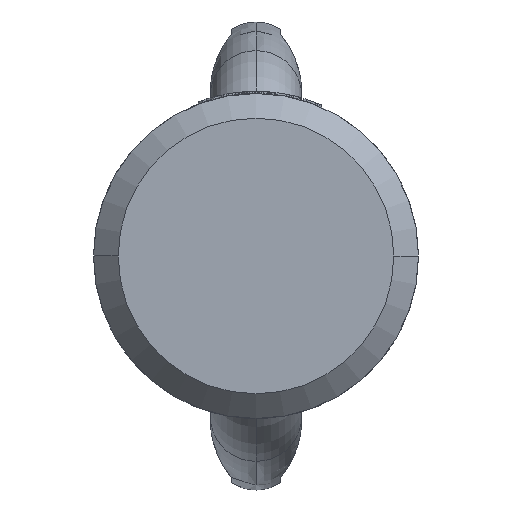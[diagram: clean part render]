
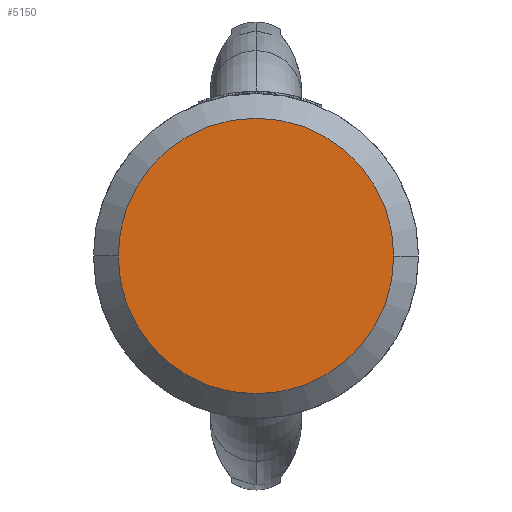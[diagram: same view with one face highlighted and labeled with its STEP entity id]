
A CAD part, front view. The second image highlights one B-rep face of the part: STEP entity #5150.
In plain terms, the highlighted planar face has unit normal (0, -1, 0).
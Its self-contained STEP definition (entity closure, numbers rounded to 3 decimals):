
#6=CARTESIAN_POINT('',(0.,0.,0.));
#7=DIRECTION('',(0.,-1.,0.));
#8=DIRECTION('',(1.,0.,0.));
#9=AXIS2_PLACEMENT_3D('',#6,#7,#8);
#3846=CARTESIAN_POINT('',(0.,0.,0.));
#3847=DIRECTION('',(0.,1.,0.));
#3848=DIRECTION('',(1.,0.,0.));
#3849=AXIS2_PLACEMENT_3D('',#3846,#3847,#3848);
#5135=CARTESIAN_POINT('',(16.75,0.,0.));
#5136=CARTESIAN_POINT('',(-16.75,0.,0.));
#5137=VERTEX_POINT('',#5135);
#5138=VERTEX_POINT('',#5136);
#5139=CARTESIAN_POINT('',(0.,0.,0.));
#5140=DIRECTION('',(0.,-1.,0.));
#5141=DIRECTION('',(-1.,0.,0.));
#5142=AXIS2_PLACEMENT_3D('',#5139,#5140,#5141);
#5143=PLANE('',#5142);
#5145=ORIENTED_EDGE('',*,*,#5144,.F.);
#5147=ORIENTED_EDGE('',*,*,#5146,.T.);
#5148=EDGE_LOOP('',(#5145,#5147));
#5149=FACE_OUTER_BOUND('',#5148,.F.);
#5150=ADVANCED_FACE('',(#5149),#5143,.T.);
#10=CIRCLE('',#9,16.75);
#3850=CIRCLE('',#3849,16.75);
#5144=EDGE_CURVE('',#5137,#5138,#10,.T.);
#5146=EDGE_CURVE('',#5137,#5138,#3850,.T.);
